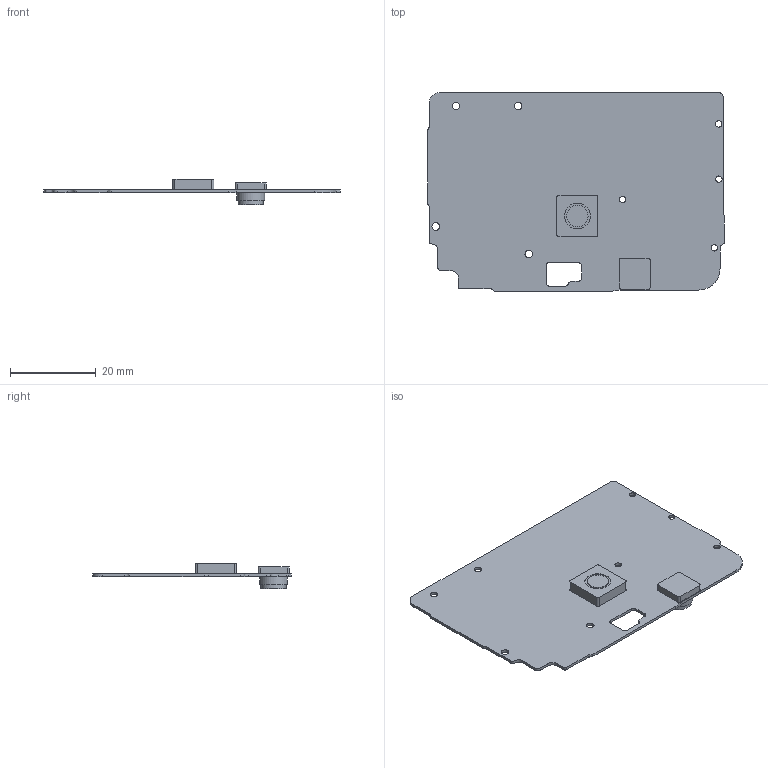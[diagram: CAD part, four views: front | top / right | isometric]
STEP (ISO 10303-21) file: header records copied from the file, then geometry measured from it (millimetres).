
FILE_DESCRIPTION(/* description */ (''),/* implementation_level */ '2;1');
FILE_NAME(/* name */ 'Mainboard v10.step',/* time_stamp */ '2022-02-05T07:59:47+01:00',/* author */ (''),/* organization */ (''),/* preprocessor_version */ 'ST-DEVELOPER v18.1',/* originating_system */ 'Autodesk Translation Framework v10.13.0.1454',/* authorisation */ '');
FILE_SCHEMA (('AUTOMOTIVE_DESIGN { 1 0 10303 214 3 1 1 }'));
Length unit declared in the file: millimetre
Products named in the file (1): Mainboard
Bounding box: 69.26 x 46.3 x 6 mm (x, y, z)
Volume: 2385.8 mm3; surface area: 6500.1 mm2
Topology: 1 solids, 1 shells, 73 faces, 195 edges, 130 vertices
Faces by surface type: plane 36, cylinder 32, bspline 5
Full cylindrical faces by diameter (mm): 1.5 x4, 1.774 x4, 5 x1, 5.85 x1, 6 x1, 6.5 x1
Entity records: 2637 total; most frequent: CARTESIAN_POINT 724, ORIENTED_EDGE 390, DIRECTION 387, EDGE_CURVE 195, AXIS2_PLACEMENT_3D 133, VERTEX_POINT 130, LINE 121, VECTOR 121
